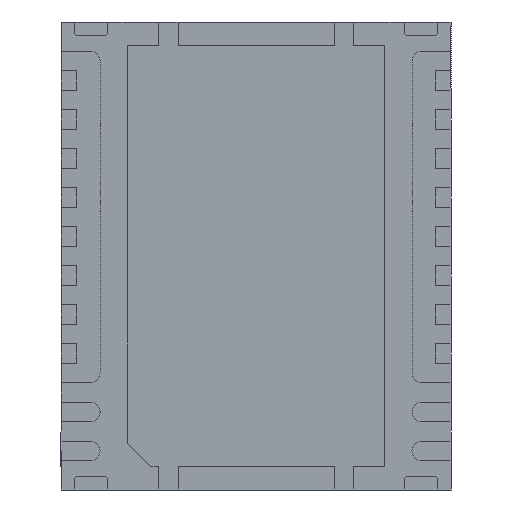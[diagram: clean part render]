
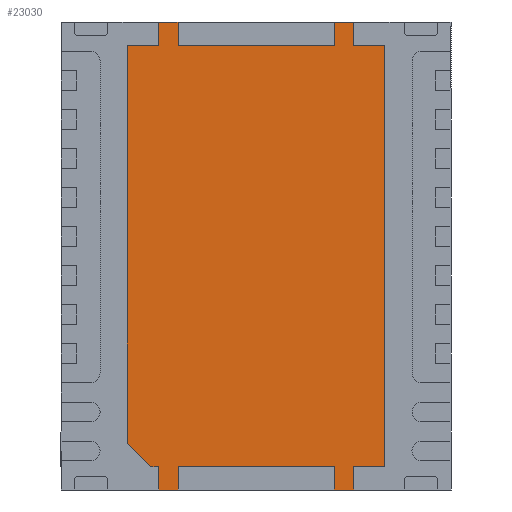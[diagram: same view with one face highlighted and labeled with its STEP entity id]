
A CAD part, front view. The second image highlights one B-rep face of the part: STEP entity #23030.
In plain terms, the highlighted planar face has unit normal (0, -1, 0).
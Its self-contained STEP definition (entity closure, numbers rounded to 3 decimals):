
#2186=PLANE('',#23806);
#3376=FACE_OUTER_BOUND('',#4625,.T.);
#4625=EDGE_LOOP('',(#21202,#21203,#21204,#21205,#21206,#21207,#21208,#21209,
#21210,#21211,#21212,#21213,#21214,#21215,#21216,#21217,#21218,#21219,#21220,
#21221,#21222));
#6677=LINE('',#41921,#8971);
#6681=LINE('',#41929,#8975);
#6684=LINE('',#41935,#8978);
#6687=LINE('',#41941,#8981);
#6690=LINE('',#41947,#8984);
#6693=LINE('',#41953,#8987);
#6696=LINE('',#41959,#8990);
#6699=LINE('',#41965,#8993);
#6702=LINE('',#41971,#8996);
#6705=LINE('',#41977,#8999);
#6708=LINE('',#41983,#9002);
#6711=LINE('',#41989,#9005);
#6714=LINE('',#41995,#9008);
#6717=LINE('',#42001,#9011);
#6720=LINE('',#42007,#9014);
#6723=LINE('',#42013,#9017);
#6726=LINE('',#42019,#9020);
#6729=LINE('',#42025,#9023);
#6732=LINE('',#42031,#9026);
#6735=LINE('',#42037,#9029);
#6738=LINE('',#42042,#9032);
#8971=VECTOR('',#27074,1000.);
#8975=VECTOR('',#27080,1000.);
#8978=VECTOR('',#27085,1000.);
#8981=VECTOR('',#27090,1000.);
#8984=VECTOR('',#27095,1000.);
#8987=VECTOR('',#27100,1000.);
#8990=VECTOR('',#27105,1000.);
#8993=VECTOR('',#27110,1000.);
#8996=VECTOR('',#27115,1000.);
#8999=VECTOR('',#27120,1000.);
#9002=VECTOR('',#27125,1000.);
#9005=VECTOR('',#27130,1000.);
#9008=VECTOR('',#27135,1000.);
#9011=VECTOR('',#27140,1000.);
#9014=VECTOR('',#27145,1000.);
#9017=VECTOR('',#27150,1000.);
#9020=VECTOR('',#27155,1000.);
#9023=VECTOR('',#27160,1000.);
#9026=VECTOR('',#27165,1000.);
#9029=VECTOR('',#27170,1000.);
#9032=VECTOR('',#27175,1000.);
#11430=VERTEX_POINT('',#41919);
#11431=VERTEX_POINT('',#41920);
#11434=VERTEX_POINT('',#41928);
#11436=VERTEX_POINT('',#41934);
#11438=VERTEX_POINT('',#41940);
#11440=VERTEX_POINT('',#41946);
#11442=VERTEX_POINT('',#41952);
#11444=VERTEX_POINT('',#41958);
#11446=VERTEX_POINT('',#41964);
#11448=VERTEX_POINT('',#41970);
#11450=VERTEX_POINT('',#41976);
#11452=VERTEX_POINT('',#41982);
#11454=VERTEX_POINT('',#41988);
#11456=VERTEX_POINT('',#41994);
#11458=VERTEX_POINT('',#42000);
#11460=VERTEX_POINT('',#42006);
#11462=VERTEX_POINT('',#42012);
#11464=VERTEX_POINT('',#42018);
#11466=VERTEX_POINT('',#42024);
#11468=VERTEX_POINT('',#42030);
#11470=VERTEX_POINT('',#42036);
#14698=EDGE_CURVE('',#11430,#11431,#6677,.T.);
#14702=EDGE_CURVE('',#11431,#11434,#6681,.T.);
#14705=EDGE_CURVE('',#11434,#11436,#6684,.T.);
#14708=EDGE_CURVE('',#11436,#11438,#6687,.T.);
#14711=EDGE_CURVE('',#11438,#11440,#6690,.T.);
#14714=EDGE_CURVE('',#11440,#11442,#6693,.T.);
#14717=EDGE_CURVE('',#11442,#11444,#6696,.T.);
#14720=EDGE_CURVE('',#11444,#11446,#6699,.T.);
#14723=EDGE_CURVE('',#11446,#11448,#6702,.T.);
#14726=EDGE_CURVE('',#11448,#11450,#6705,.T.);
#14729=EDGE_CURVE('',#11450,#11452,#6708,.T.);
#14732=EDGE_CURVE('',#11452,#11454,#6711,.T.);
#14735=EDGE_CURVE('',#11454,#11456,#6714,.T.);
#14738=EDGE_CURVE('',#11456,#11458,#6717,.T.);
#14741=EDGE_CURVE('',#11458,#11460,#6720,.T.);
#14744=EDGE_CURVE('',#11460,#11462,#6723,.T.);
#14747=EDGE_CURVE('',#11462,#11464,#6726,.T.);
#14750=EDGE_CURVE('',#11464,#11466,#6729,.T.);
#14753=EDGE_CURVE('',#11466,#11468,#6732,.T.);
#14756=EDGE_CURVE('',#11468,#11470,#6735,.T.);
#14759=EDGE_CURVE('',#11470,#11430,#6738,.T.);
#21202=ORIENTED_EDGE('',*,*,#14698,.F.);
#21203=ORIENTED_EDGE('',*,*,#14759,.F.);
#21204=ORIENTED_EDGE('',*,*,#14756,.F.);
#21205=ORIENTED_EDGE('',*,*,#14753,.F.);
#21206=ORIENTED_EDGE('',*,*,#14750,.F.);
#21207=ORIENTED_EDGE('',*,*,#14747,.F.);
#21208=ORIENTED_EDGE('',*,*,#14744,.F.);
#21209=ORIENTED_EDGE('',*,*,#14741,.F.);
#21210=ORIENTED_EDGE('',*,*,#14738,.F.);
#21211=ORIENTED_EDGE('',*,*,#14735,.F.);
#21212=ORIENTED_EDGE('',*,*,#14732,.F.);
#21213=ORIENTED_EDGE('',*,*,#14729,.F.);
#21214=ORIENTED_EDGE('',*,*,#14726,.F.);
#21215=ORIENTED_EDGE('',*,*,#14723,.F.);
#21216=ORIENTED_EDGE('',*,*,#14720,.F.);
#21217=ORIENTED_EDGE('',*,*,#14717,.F.);
#21218=ORIENTED_EDGE('',*,*,#14714,.F.);
#21219=ORIENTED_EDGE('',*,*,#14711,.F.);
#21220=ORIENTED_EDGE('',*,*,#14708,.F.);
#21221=ORIENTED_EDGE('',*,*,#14705,.F.);
#21222=ORIENTED_EDGE('',*,*,#14702,.F.);
#23030=ADVANCED_FACE('',(#3376),#2186,.F.);
#23806=AXIS2_PLACEMENT_3D('',#42045,#27179,#27180);
#27074=DIRECTION('',(-1.,0.,0.));
#27080=DIRECTION('',(0.,0.,-1.));
#27085=DIRECTION('',(-1.,0.,0.));
#27090=DIRECTION('',(0.,0.,1.));
#27095=DIRECTION('',(-1.,0.,0.));
#27100=DIRECTION('',(0.,0.,-1.));
#27105=DIRECTION('',(-1.,0.,0.));
#27110=DIRECTION('',(0.,0.,1.));
#27115=DIRECTION('',(-1.,0.,0.));
#27120=DIRECTION('',(-0.707,0.,0.707));
#27125=DIRECTION('',(0.,0.,1.));
#27130=DIRECTION('',(1.,0.,0.));
#27135=DIRECTION('',(0.,0.,1.));
#27140=DIRECTION('',(1.,0.,0.));
#27145=DIRECTION('',(0.,0.,-1.));
#27150=DIRECTION('',(1.,0.,0.));
#27155=DIRECTION('',(0.,0.,1.));
#27160=DIRECTION('',(1.,0.,0.));
#27165=DIRECTION('',(0.,0.,-1.));
#27170=DIRECTION('',(1.,0.,0.));
#27175=DIRECTION('',(0.,0.,-1.));
#27179=DIRECTION('center_axis',(0.,1.,0.));
#27180=DIRECTION('ref_axis',(0.,0.,1.));
#41919=CARTESIAN_POINT('',(1.65,0.,-2.7));
#41920=CARTESIAN_POINT('',(1.25,0.,-2.7));
#41921=CARTESIAN_POINT('',(1.25,0.,-2.7));
#41928=CARTESIAN_POINT('',(1.25,0.,-3.));
#41929=CARTESIAN_POINT('',(1.25,0.,-2.7));
#41934=CARTESIAN_POINT('',(1.,0.,-3.));
#41935=CARTESIAN_POINT('',(1.,0.,-3.));
#41940=CARTESIAN_POINT('',(1.,0.,-2.7));
#41941=CARTESIAN_POINT('',(1.,0.,-2.7));
#41946=CARTESIAN_POINT('',(-1.,0.,-2.7));
#41947=CARTESIAN_POINT('',(-1.,0.,-2.7));
#41952=CARTESIAN_POINT('',(-1.,0.,-3.));
#41953=CARTESIAN_POINT('',(-1.,0.,-2.7));
#41958=CARTESIAN_POINT('',(-1.25,0.,-3.));
#41959=CARTESIAN_POINT('',(-1.25,0.,-3.));
#41964=CARTESIAN_POINT('',(-1.25,0.,-2.7));
#41965=CARTESIAN_POINT('',(-1.25,0.,-2.7));
#41970=CARTESIAN_POINT('',(-1.35,0.,-2.7));
#41971=CARTESIAN_POINT('',(-1.25,0.,-2.7));
#41976=CARTESIAN_POINT('',(-1.65,0.,-2.4));
#41977=CARTESIAN_POINT('',(-1.35,0.,-2.7));
#41982=CARTESIAN_POINT('',(-1.65,0.,2.7));
#41983=CARTESIAN_POINT('',(-1.65,0.,-2.4));
#41988=CARTESIAN_POINT('',(-1.25,0.,2.7));
#41989=CARTESIAN_POINT('',(-1.65,0.,2.7));
#41994=CARTESIAN_POINT('',(-1.25,0.,3.));
#41995=CARTESIAN_POINT('',(-1.25,0.,3.));
#42000=CARTESIAN_POINT('',(-1.,0.,3.));
#42001=CARTESIAN_POINT('',(-1.25,0.,3.));
#42006=CARTESIAN_POINT('',(-1.,0.,2.7));
#42007=CARTESIAN_POINT('',(-1.,0.,3.));
#42012=CARTESIAN_POINT('',(1.,0.,2.7));
#42013=CARTESIAN_POINT('',(-1.,0.,2.7));
#42018=CARTESIAN_POINT('',(1.,0.,3.));
#42019=CARTESIAN_POINT('',(1.,0.,3.));
#42024=CARTESIAN_POINT('',(1.25,0.,3.));
#42025=CARTESIAN_POINT('',(1.,0.,3.));
#42030=CARTESIAN_POINT('',(1.25,0.,2.7));
#42031=CARTESIAN_POINT('',(1.25,0.,3.));
#42036=CARTESIAN_POINT('',(1.65,0.,2.7));
#42037=CARTESIAN_POINT('',(1.25,0.,2.7));
#42042=CARTESIAN_POINT('',(1.65,0.,2.7));
#42045=CARTESIAN_POINT('Origin',(0.,0.,0.));
